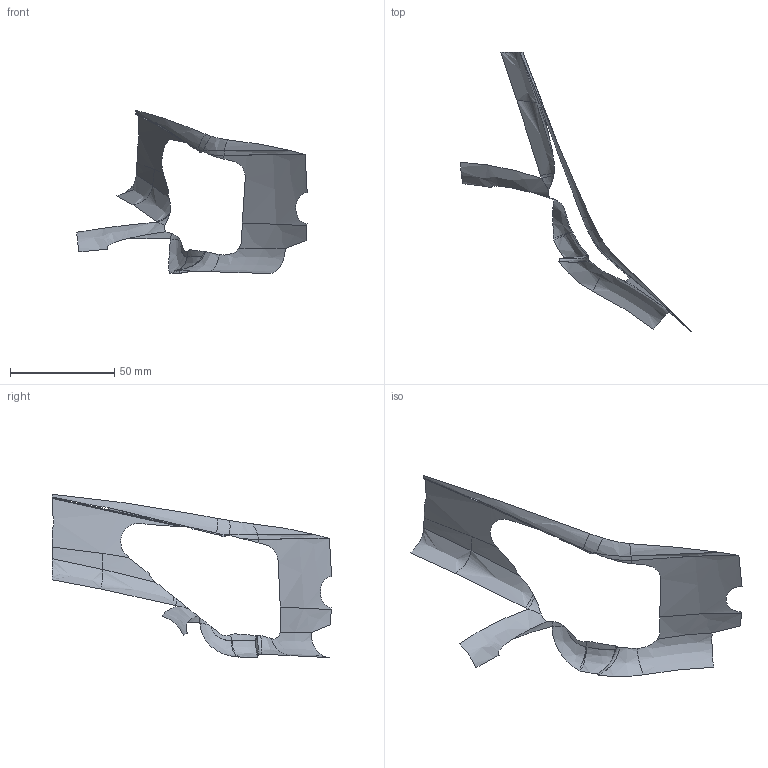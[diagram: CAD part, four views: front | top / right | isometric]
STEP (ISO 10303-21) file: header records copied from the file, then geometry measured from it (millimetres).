
FILE_DESCRIPTION(('CATIA V5 STEP Exchange','CAx-IF Rec.Pracs.--- Model Styling and Organization---1.2---2011-12-15'),'2;1');
FILE_NAME('Surface.stp','2020-11-23T12:25:15+00:00',('none'),('none'),'Version 5-6 Release 2013','CATIA V5 STEP AP214','none');
FILE_SCHEMA(('AUTOMOTIVE_DESIGN { 1 0 10303 214 1 1 1 1 }'));
Length unit declared in the file: millimetre
Products named in the file (1): C20-153-F171-ISOLAMENTO-PARAFIAMMA-POST-000970446-RESINA
Bounding box: 110.35 x 133.71 x 78.23 mm (x, y, z)
Surface area: 6652 mm2 (no closed solid volume)
Topology: 0 solids, 40 shells, 40 faces, 233 edges, 233 vertices
Faces by surface type: bspline 40
Entity records: 6274 total; most frequent: CARTESIAN_POINT 5031, ORIENTED_EDGE 233, B_SPLINE_CURVE_WITH_KNOTS 233, EDGE_CURVE 233, VERTEX_POINT 233, STYLED_ITEM 40, OPEN_SHELL 40, SHELL_BASED_SURFACE_MODEL 40
